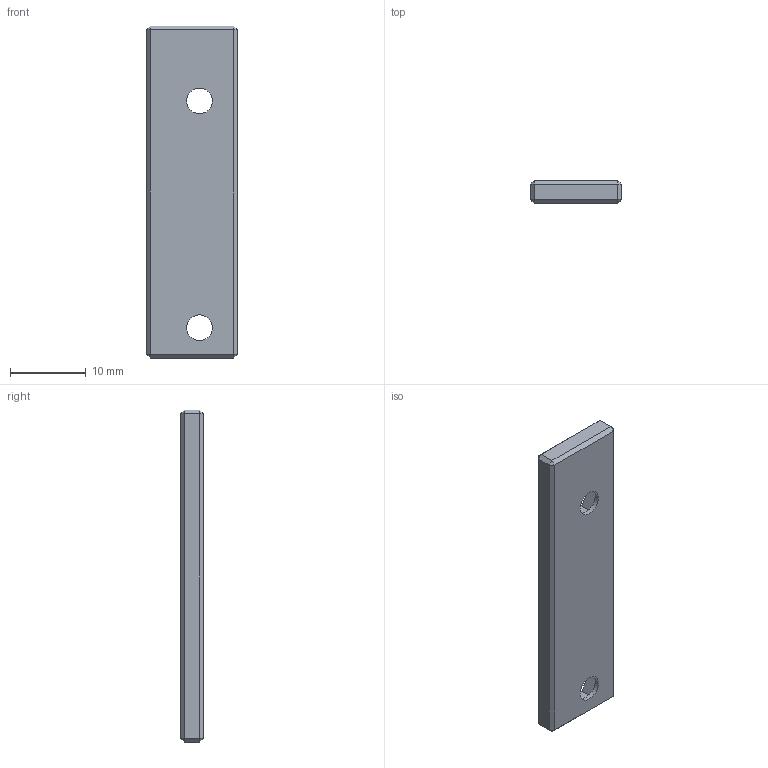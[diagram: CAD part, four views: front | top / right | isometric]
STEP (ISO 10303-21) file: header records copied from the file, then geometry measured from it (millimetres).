
FILE_DESCRIPTION(('FreeCAD Model'),'2;1');
FILE_NAME('Open CASCADE Shape Model','2023-10-15T13:51:19',(''),(''), 'Open CASCADE STEP processor 7.6','FreeCAD','Unknown');
FILE_SCHEMA(('AUTOMOTIVE_DESIGN { 1 0 10303 214 1 1 1 1 }'));
Length unit declared in the file: millimetre
Products named in the file (1): P0170-36-a_Eckverbinder_Reststück
Bounding box: 12 x 3 x 43.9 mm (x, y, z)
Volume: 1413.7 mm3; surface area: 1432.6 mm2
Topology: 1 solids, 1 shells, 218 faces, 579 edges, 378 vertices
Faces by surface type: extrusion 139, plane 65, bspline 12, cylinder 2
Full cylindrical faces by diameter (mm): 3.4 x2
Entity records: 13809 total; most frequent: CARTESIAN_POINT 4390, B_SPLINE_CURVE_WITH_KNOTS 1319, ORIENTED_EDGE 1158, PCURVE 1158, DEFINITIONAL_REPRESENTATION 1158, DIRECTION 835, VECTOR 688, EDGE_CURVE 579
